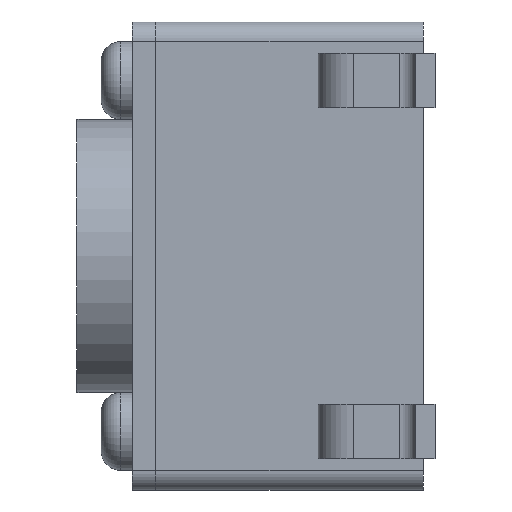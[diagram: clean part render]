
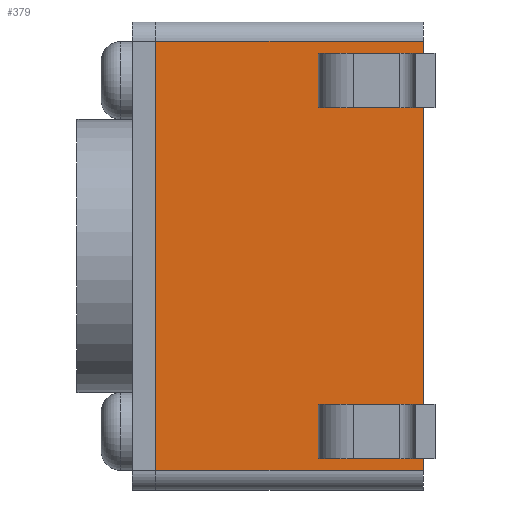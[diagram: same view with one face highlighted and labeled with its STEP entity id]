
A CAD part, left-side view. The second image highlights one B-rep face of the part: STEP entity #379.
In plain terms, the highlighted planar face has unit normal (-1, 0, 0).
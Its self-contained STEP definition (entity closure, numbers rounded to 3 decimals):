
#122 = VERTEX_POINT('',#123);
#123 = CARTESIAN_POINT('',(-3.,0.,-2.75));
#130 = EDGE_CURVE('',#131,#122,#133,.T.);
#131 = VERTEX_POINT('',#132);
#132 = CARTESIAN_POINT('',(-3.,0.,2.75));
#133 = LINE('',#134,#135);
#134 = CARTESIAN_POINT('',(-3.,0.,3.));
#135 = VECTOR('',#136,1.);
#136 = DIRECTION('',(0.,0.,-1.));
#231 = VERTEX_POINT('',#232);
#232 = CARTESIAN_POINT('',(-3.,3.43,-2.75));
#239 = EDGE_CURVE('',#240,#231,#242,.T.);
#240 = VERTEX_POINT('',#241);
#241 = CARTESIAN_POINT('',(-3.,3.43,2.75));
#242 = LINE('',#243,#244);
#243 = CARTESIAN_POINT('',(-3.,3.43,3.));
#244 = VECTOR('',#245,1.);
#245 = DIRECTION('',(0.,0.,-1.));
#350 = EDGE_CURVE('',#122,#231,#351,.T.);
#351 = LINE('',#352,#353);
#352 = CARTESIAN_POINT('',(-3.,0.,-2.75));
#353 = VECTOR('',#354,1.);
#354 = DIRECTION('',(-0.,1.,0.));
#367 = EDGE_CURVE('',#131,#240,#368,.T.);
#368 = LINE('',#369,#370);
#369 = CARTESIAN_POINT('',(-3.,0.,2.75));
#370 = VECTOR('',#371,1.);
#371 = DIRECTION('',(-0.,1.,0.));
#379 = ADVANCED_FACE('',(#380),#386,.T.);
#380 = FACE_BOUND('',#381,.T.);
#381 = EDGE_LOOP('',(#382,#383,#384,#385));
#382 = ORIENTED_EDGE('',*,*,#130,.F.);
#383 = ORIENTED_EDGE('',*,*,#367,.T.);
#384 = ORIENTED_EDGE('',*,*,#239,.T.);
#385 = ORIENTED_EDGE('',*,*,#350,.F.);
#386 = PLANE('',#387);
#387 = AXIS2_PLACEMENT_3D('',#388,#389,#390);
#388 = CARTESIAN_POINT('',(-3.,0.,3.));
#389 = DIRECTION('',(-1.,0.,0.));
#390 = DIRECTION('',(0.,0.,-1.));
